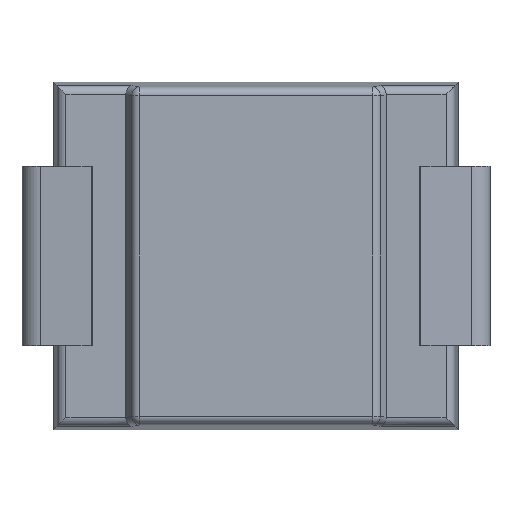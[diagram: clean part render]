
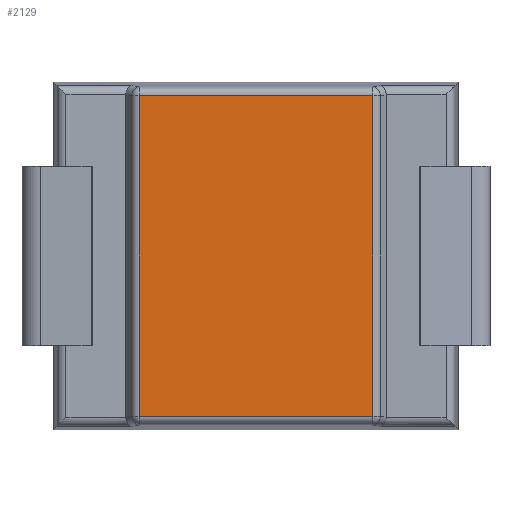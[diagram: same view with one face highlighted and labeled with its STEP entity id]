
A CAD part, front view. The second image highlights one B-rep face of the part: STEP entity #2129.
In plain terms, the highlighted planar face has unit normal (0, -1, 0).
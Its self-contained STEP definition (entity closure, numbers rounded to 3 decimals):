
#110 = EDGE_CURVE ( 'NONE', #657, #379, #1774, .T. ) ;
#201 = CARTESIAN_POINT ( 'NONE',  ( -2.066, -1.205, 2.719 ) ) ;
#218 = CARTESIAN_POINT ( 'NONE',  ( 2.066, -1.205, -2.719 ) ) ;
#240 = DIRECTION ( 'NONE',  ( 1., 0., 0. ) ) ;
#290 = LINE ( 'NONE', #1382, #1643 ) ;
#354 = VECTOR ( 'NONE', #240, 1000. ) ;
#358 = LINE ( 'NONE', #956, #1700 ) ;
#379 = VERTEX_POINT ( 'NONE', #1184 ) ;
#657 = VERTEX_POINT ( 'NONE', #1795 ) ;
#791 = CARTESIAN_POINT ( 'NONE',  ( -1.98, -1.205, -2.719 ) ) ;
#886 = DIRECTION ( 'NONE',  ( -1., 0., 0. ) ) ;
#956 = CARTESIAN_POINT ( 'NONE',  ( -1.98, -1.205, -2.857 ) ) ;
#964 = VECTOR ( 'NONE', #886, 1000. ) ;
#1046 = DIRECTION ( 'NONE',  ( 0., 0., 1. ) ) ;
#1155 = CARTESIAN_POINT ( 'NONE',  ( 0., -1.205, 0. ) ) ;
#1184 = CARTESIAN_POINT ( 'NONE',  ( -1.98, -1.205, 2.719 ) ) ;
#1201 = AXIS2_PLACEMENT_3D ( 'NONE', #1155, #2226, #1499 ) ;
#1215 = EDGE_LOOP ( 'NONE', ( #1736, #1440, #2232, #2001 ) ) ;
#1218 = VERTEX_POINT ( 'NONE', #791 ) ;
#1302 = DIRECTION ( 'NONE',  ( 0., 0., -1. ) ) ;
#1382 = CARTESIAN_POINT ( 'NONE',  ( 1.98, -1.205, 2.857 ) ) ;
#1440 = ORIENTED_EDGE ( 'NONE', *, *, #2033, .T. ) ;
#1499 = DIRECTION ( 'NONE',  ( 0., 0., -1. ) ) ;
#1523 = VERTEX_POINT ( 'NONE', #1637 ) ;
#1637 = CARTESIAN_POINT ( 'NONE',  ( 1.98, -1.205, -2.719 ) ) ;
#1643 = VECTOR ( 'NONE', #1046, 1000. ) ;
#1700 = VECTOR ( 'NONE', #1302, 1000. ) ;
#1707 = EDGE_CURVE ( 'NONE', #379, #1218, #358, .T. ) ;
#1736 = ORIENTED_EDGE ( 'NONE', *, *, #1707, .T. ) ;
#1774 = LINE ( 'NONE', #201, #964 ) ;
#1795 = CARTESIAN_POINT ( 'NONE',  ( 1.98, -1.205, 2.719 ) ) ;
#1877 = EDGE_CURVE ( 'NONE', #1523, #657, #290, .T. ) ;
#2001 = ORIENTED_EDGE ( 'NONE', *, *, #110, .T. ) ;
#2004 = FACE_OUTER_BOUND ( 'NONE', #1215, .T. ) ;
#2033 = EDGE_CURVE ( 'NONE', #1218, #1523, #2242, .T. ) ;
#2129 = ADVANCED_FACE ( 'NONE', ( #2004 ), #2180, .T. ) ;
#2180 = PLANE ( 'NONE',  #1201 ) ;
#2226 = DIRECTION ( 'NONE',  ( 0., -1., 0. ) ) ;
#2232 = ORIENTED_EDGE ( 'NONE', *, *, #1877, .T. ) ;
#2242 = LINE ( 'NONE', #218, #354 ) ;
